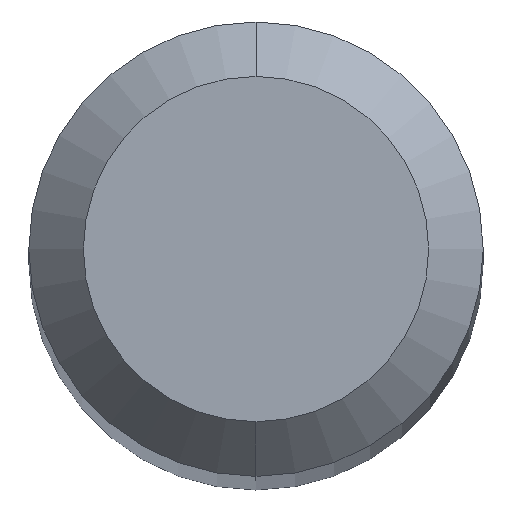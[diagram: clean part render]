
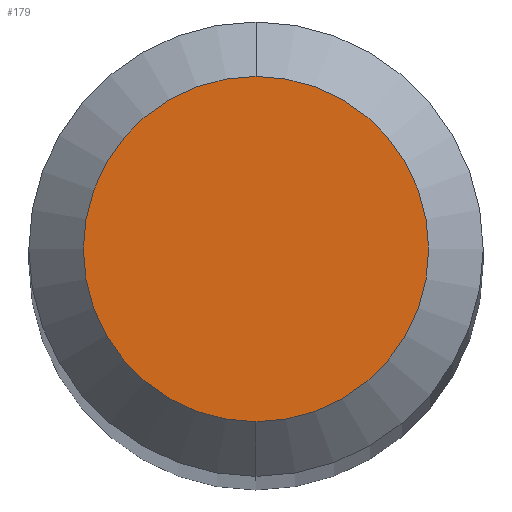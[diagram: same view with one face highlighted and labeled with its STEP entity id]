
A CAD part, top view. The second image highlights one B-rep face of the part: STEP entity #179.
In plain terms, the highlighted planar face has unit normal (0, 0, 1).
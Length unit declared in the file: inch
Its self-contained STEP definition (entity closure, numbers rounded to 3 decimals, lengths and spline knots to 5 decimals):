
#16 = CIRCLE ( 'NONE', #288, 0.0475 ) ;
#18 = VERTEX_POINT ( 'NONE', #177 ) ;
#50 = DIRECTION ( 'NONE',  ( 0., 0., -1. ) ) ;
#52 = EDGE_LOOP ( 'NONE', ( #343, #338 ) ) ;
#102 = AXIS2_PLACEMENT_3D ( 'NONE', #379, #50, #180 ) ;
#124 = EDGE_CURVE ( 'NONE', #18, #143, #292, .T. ) ;
#143 = VERTEX_POINT ( 'NONE', #244 ) ;
#149 = AXIS2_PLACEMENT_3D ( 'NONE', #482, #360, #357 ) ;
#177 = CARTESIAN_POINT ( 'NONE',  ( 0., 0.0475, 0. ) ) ;
#179 = ADVANCED_FACE ( 'NONE', ( #184 ), #403, .F. ) ;
#180 = DIRECTION ( 'NONE',  ( 0., 1., 0. ) ) ;
#184 = FACE_OUTER_BOUND ( 'NONE', #52, .T. ) ;
#237 = CARTESIAN_POINT ( 'NONE',  ( 0., 0., 0. ) ) ;
#244 = CARTESIAN_POINT ( 'NONE',  ( 0., -0.0475, 0. ) ) ;
#288 = AXIS2_PLACEMENT_3D ( 'NONE', #237, #356, #494 ) ;
#292 = CIRCLE ( 'NONE', #149, 0.0475 ) ;
#327 = EDGE_CURVE ( 'NONE', #143, #18, #16, .T. ) ;
#338 = ORIENTED_EDGE ( 'NONE', *, *, #327, .T. ) ;
#343 = ORIENTED_EDGE ( 'NONE', *, *, #124, .T. ) ;
#356 = DIRECTION ( 'NONE',  ( 0., 0., 1. ) ) ;
#357 = DIRECTION ( 'NONE',  ( 0., -1., 0. ) ) ;
#360 = DIRECTION ( 'NONE',  ( 0., 0., 1. ) ) ;
#379 = CARTESIAN_POINT ( 'NONE',  ( 0., 0.0475, 0. ) ) ;
#403 = PLANE ( 'NONE',  #102 ) ;
#482 = CARTESIAN_POINT ( 'NONE',  ( 0., 0., 0. ) ) ;
#494 = DIRECTION ( 'NONE',  ( 0., -1., 0. ) ) ;
